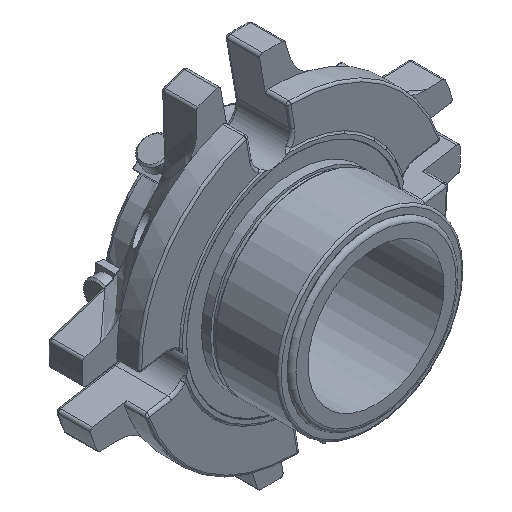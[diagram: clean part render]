
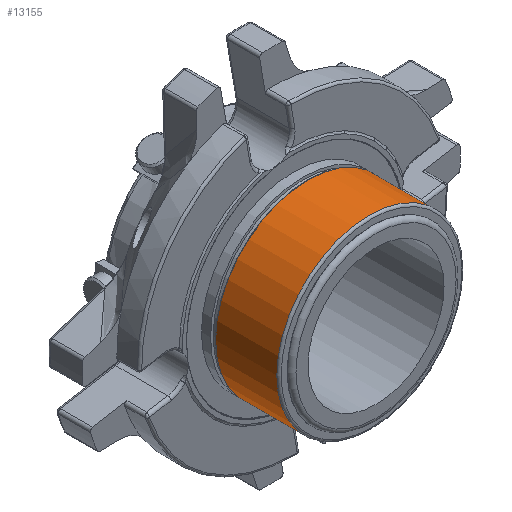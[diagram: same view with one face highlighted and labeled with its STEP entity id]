
A CAD part, isometric view. The second image highlights one B-rep face of the part: STEP entity #13155.
In plain terms, the highlighted cylindrical face has radius 32.677 mm (diameter 65.354 mm), a full revolution.
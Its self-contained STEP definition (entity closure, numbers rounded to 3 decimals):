
#4232=ORIENTED_EDGE('',*,*,#5577,.T.);
#4233=ORIENTED_EDGE('',*,*,#5578,.T.);
#5577=EDGE_CURVE('',#6413,#6413,#7018,.T.);
#5578=EDGE_CURVE('',#6414,#6414,#7019,.T.);
#6413=VERTEX_POINT('',#21675);
#6414=VERTEX_POINT('',#21677);
#7018=CIRCLE('',#14315,32.677);
#7019=CIRCLE('',#14316,32.677);
#7667=EDGE_LOOP('',(#4232));
#7668=EDGE_LOOP('',(#4233));
#8331=FACE_BOUND('',#7667,.T.);
#8332=FACE_BOUND('',#7668,.T.);
#8562=CYLINDRICAL_SURFACE('',#14314,32.677);
#13155=ADVANCED_FACE('',(#8331,#8332),#8562,.T.);
#14314=AXIS2_PLACEMENT_3D('',#21673,#17108,#17109);
#14315=AXIS2_PLACEMENT_3D('',#21674,#17110,#17111);
#14316=AXIS2_PLACEMENT_3D('',#21676,#17112,#17113);
#17108=DIRECTION('',(0.,1.,0.));
#17109=DIRECTION('',(0.,0.,1.));
#17110=DIRECTION('',(0.,1.,0.));
#17111=DIRECTION('',(0.,0.,1.));
#17112=DIRECTION('',(0.,-1.,0.));
#17113=DIRECTION('',(0.,0.,-1.));
#21673=CARTESIAN_POINT('',(0.,58.226,0.));
#21674=CARTESIAN_POINT('',(0.,-1.012,0.));
#21675=CARTESIAN_POINT('',(0.,-1.012,32.677));
#21676=CARTESIAN_POINT('',(0.,20.578,0.));
#21677=CARTESIAN_POINT('',(0.,20.578,-32.677));
